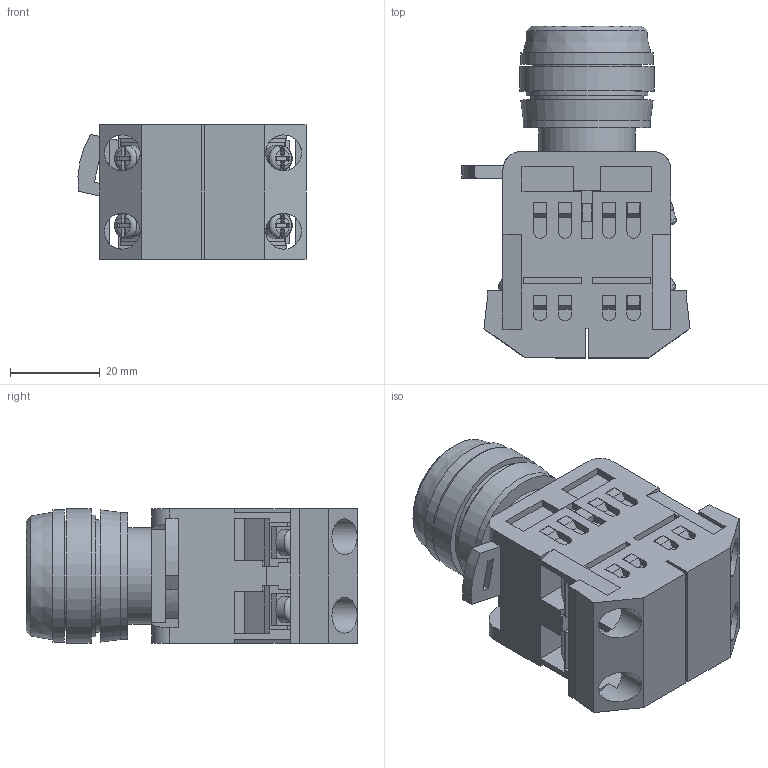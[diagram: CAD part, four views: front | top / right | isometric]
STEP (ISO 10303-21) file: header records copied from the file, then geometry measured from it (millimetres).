
FILE_DESCRIPTION (( 'STEP AP203' ), '1' );
FILE_NAME ('ablfs-22-g(r-b).ÃÌ Êíîïêà ABLFS-22 ñ ïîäñâåòêîé çåëåíûé NO+NC 230Â EKF PROxima.STEP', '2025-07-17T07:42:36', ( '' ), ( '' ), 'SwSTEP 2.0', 'SolidWorks 2021', '' );
FILE_SCHEMA (( 'CONFIG_CONTROL_DESIGN' ));
Length unit declared in the file: millimetre
Products named in the file (1): ablfs-22-g(r-b).ÃÌ Êíîïêà ABLFS-22 ñ ïîäñâåòêîé çåëåíûé NO+NC 230Â EKF PROxima
Bounding box: 50.89 x 74.05 x 30 mm (x, y, z)
Volume: 59730.5 mm3; surface area: 19502 mm2
Topology: 1 solids, 1 shells, 546 faces, 1418 edges, 921 vertices
Faces by surface type: plane 488, cylinder 42, torus 12, cone 4
Full cylindrical faces by diameter (mm): 5.75 x6, 8 x4, 20.25 x1, 21.5 x1, 21.55 x1, 24.5 x1, 25.15 x1, 27.15 x1, 28.35 x1, 29.5 x1, 30 x1
Entity records: 16417 total; most frequent: CARTESIAN_POINT 3092, ORIENTED_EDGE 2764, DIRECTION 2577, EDGE_CURVE 1382, VECTOR 1215, LINE 1215, VERTEX_POINT 908, AXIS2_PLACEMENT_3D 681
